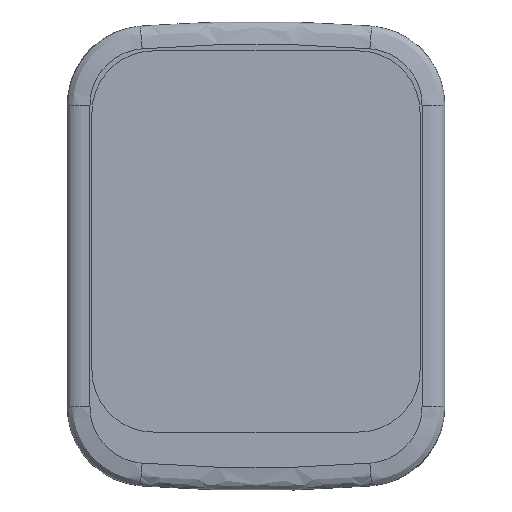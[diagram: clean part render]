
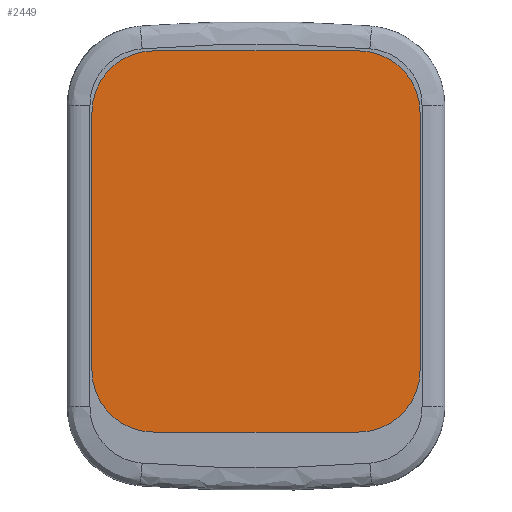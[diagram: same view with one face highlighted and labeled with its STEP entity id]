
A CAD part, top view. The second image highlights one B-rep face of the part: STEP entity #2449.
In plain terms, the highlighted planar face has unit normal (0, 0, 1).
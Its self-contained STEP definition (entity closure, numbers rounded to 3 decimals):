
#237=CIRCLE('',#2699,5.4);
#238=CIRCLE('',#2700,5.4);
#239=CIRCLE('',#2701,5.4);
#240=CIRCLE('',#2702,5.4);
#317=FACE_OUTER_BOUND('',#453,.T.);
#453=EDGE_LOOP('',(#2034,#2035,#2036,#2037,#2038,#2039,#2040,#2041));
#684=LINE('',#4121,#926);
#687=LINE('',#4128,#929);
#688=LINE('',#4132,#930);
#689=LINE('',#4136,#931);
#926=VECTOR('',#3256,17.97);
#929=VECTOR('',#3263,22.63);
#930=VECTOR('',#3266,17.97);
#931=VECTOR('',#3269,22.63);
#1199=VERTEX_POINT('',#4119);
#1200=VERTEX_POINT('',#4120);
#1201=VERTEX_POINT('',#4125);
#1202=VERTEX_POINT('',#4127);
#1203=VERTEX_POINT('',#4129);
#1204=VERTEX_POINT('',#4131);
#1205=VERTEX_POINT('',#4133);
#1206=VERTEX_POINT('',#4135);
#1497=EDGE_CURVE('',#1199,#1200,#684,.T.);
#1500=EDGE_CURVE('',#1199,#1201,#237,.T.);
#1501=EDGE_CURVE('',#1202,#1201,#687,.T.);
#1502=EDGE_CURVE('',#1202,#1203,#238,.T.);
#1503=EDGE_CURVE('',#1204,#1203,#688,.T.);
#1504=EDGE_CURVE('',#1204,#1205,#239,.T.);
#1505=EDGE_CURVE('',#1206,#1205,#689,.T.);
#1506=EDGE_CURVE('',#1206,#1200,#240,.T.);
#2034=ORIENTED_EDGE('',*,*,#1497,.F.);
#2035=ORIENTED_EDGE('',*,*,#1500,.T.);
#2036=ORIENTED_EDGE('',*,*,#1501,.F.);
#2037=ORIENTED_EDGE('',*,*,#1502,.T.);
#2038=ORIENTED_EDGE('',*,*,#1503,.F.);
#2039=ORIENTED_EDGE('',*,*,#1504,.T.);
#2040=ORIENTED_EDGE('',*,*,#1505,.F.);
#2041=ORIENTED_EDGE('',*,*,#1506,.T.);
#2342=PLANE('',#2698);
#2449=ADVANCED_FACE('',(#317),#2342,.F.);
#2698=AXIS2_PLACEMENT_3D('',#4124,#3259,#3260);
#2699=AXIS2_PLACEMENT_3D('',#4126,#3261,#3262);
#2700=AXIS2_PLACEMENT_3D('',#4130,#3264,#3265);
#2701=AXIS2_PLACEMENT_3D('',#4134,#3267,#3268);
#2702=AXIS2_PLACEMENT_3D('',#4137,#3270,#3271);
#3256=DIRECTION('',(1.,0.,0.));
#3259=DIRECTION('center_axis',(0.,0.,-1.));
#3260=DIRECTION('ref_axis',(1.,0.,0.));
#3261=DIRECTION('center_axis',(0.,0.,1.));
#3262=DIRECTION('ref_axis',(0.,1.,0.));
#3263=DIRECTION('',(0.,1.,0.));
#3264=DIRECTION('center_axis',(0.,0.,1.));
#3265=DIRECTION('ref_axis',(-1.,0.,0.));
#3266=DIRECTION('',(-1.,0.,0.));
#3267=DIRECTION('center_axis',(0.,0.,1.));
#3268=DIRECTION('ref_axis',(0.,-1.,0.));
#3269=DIRECTION('',(0.,-1.,0.));
#3270=DIRECTION('center_axis',(0.,0.,1.));
#3271=DIRECTION('ref_axis',(1.,0.,0.));
#4119=CARTESIAN_POINT('',(-8.985,16.715,3.75));
#4120=CARTESIAN_POINT('',(8.985,16.715,3.75));
#4121=CARTESIAN_POINT('',(-8.985,16.715,3.75));
#4124=CARTESIAN_POINT('Origin',(0.,0.,3.75));
#4125=CARTESIAN_POINT('',(-14.385,11.315,3.75));
#4126=CARTESIAN_POINT('Origin',(-8.985,11.315,3.75));
#4127=CARTESIAN_POINT('',(-14.385,-11.315,3.75));
#4128=CARTESIAN_POINT('',(-14.385,-11.315,3.75));
#4129=CARTESIAN_POINT('',(-8.985,-16.715,3.75));
#4130=CARTESIAN_POINT('Origin',(-8.985,-11.315,3.75));
#4131=CARTESIAN_POINT('',(8.985,-16.715,3.75));
#4132=CARTESIAN_POINT('',(8.985,-16.715,3.75));
#4133=CARTESIAN_POINT('',(14.385,-11.315,3.75));
#4134=CARTESIAN_POINT('Origin',(8.985,-11.315,3.75));
#4135=CARTESIAN_POINT('',(14.385,11.315,3.75));
#4136=CARTESIAN_POINT('',(14.385,11.315,3.75));
#4137=CARTESIAN_POINT('Origin',(8.985,11.315,3.75));
